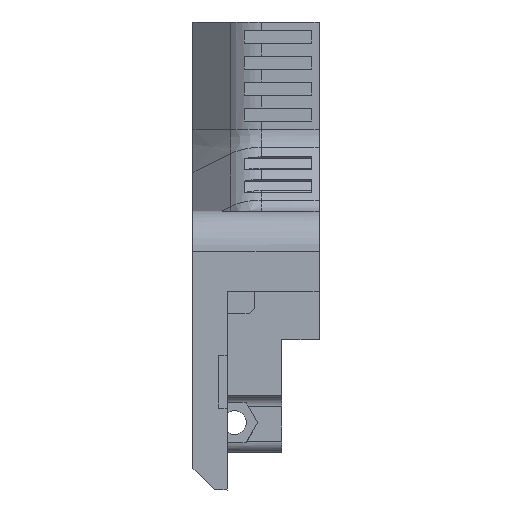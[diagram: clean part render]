
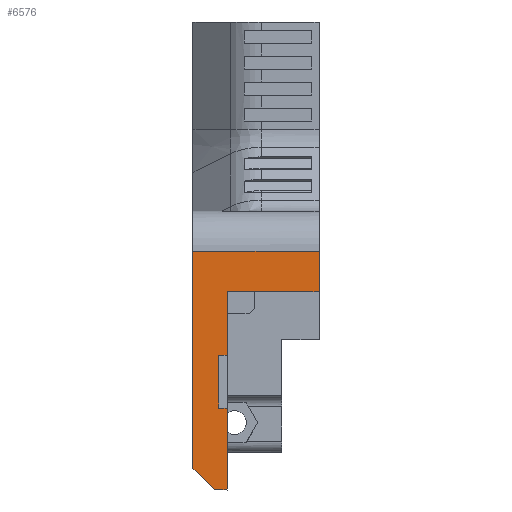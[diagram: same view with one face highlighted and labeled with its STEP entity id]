
A CAD part, front view. The second image highlights one B-rep face of the part: STEP entity #6576.
In plain terms, the highlighted planar face has unit normal (0, -1, 0).
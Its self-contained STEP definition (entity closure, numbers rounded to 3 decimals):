
#347=FACE_OUTER_BOUND('',#729,.T.);
#729=EDGE_LOOP('',(#4786,#4787,#4788,#4789,#4790,#4791,#4792,#4793,#4794,
#4795,#4796));
#1122=LINE('',#9227,#1900);
#1170=LINE('',#9350,#1948);
#1217=LINE('',#9503,#1995);
#1286=LINE('',#9697,#2064);
#1290=LINE('',#9705,#2068);
#1355=LINE('',#9904,#2133);
#1364=LINE('',#9949,#2142);
#1365=LINE('',#9951,#2143);
#1366=LINE('',#9952,#2144);
#1367=LINE('',#9953,#2145);
#1368=LINE('',#9954,#2146);
#1900=VECTOR('',#7420,10.);
#1948=VECTOR('',#7520,10.);
#1995=VECTOR('',#7623,10.);
#2064=VECTOR('',#7728,10.);
#2068=VECTOR('',#7732,10.);
#2133=VECTOR('',#7883,10.);
#2142=VECTOR('',#7928,10.);
#2143=VECTOR('',#7929,10.);
#2144=VECTOR('',#7930,10.);
#2145=VECTOR('',#7931,10.);
#2146=VECTOR('',#7932,10.);
#2675=VERTEX_POINT('',#9220);
#2678=VERTEX_POINT('',#9225);
#2727=VERTEX_POINT('',#9349);
#2794=VERTEX_POINT('',#9500);
#2795=VERTEX_POINT('',#9502);
#2865=VERTEX_POINT('',#9694);
#2866=VERTEX_POINT('',#9696);
#2869=VERTEX_POINT('',#9702);
#2870=VERTEX_POINT('',#9704);
#2943=VERTEX_POINT('',#9948);
#2944=VERTEX_POINT('',#9950);
#3331=EDGE_CURVE('',#2678,#2675,#1122,.T.);
#3392=EDGE_CURVE('',#2727,#2675,#1170,.T.);
#3463=EDGE_CURVE('',#2794,#2795,#1217,.T.);
#3545=EDGE_CURVE('',#2866,#2865,#1286,.T.);
#3549=EDGE_CURVE('',#2870,#2869,#1290,.T.);
#3631=EDGE_CURVE('',#2870,#2678,#1355,.T.);
#3653=EDGE_CURVE('',#2869,#2943,#1364,.T.);
#3654=EDGE_CURVE('',#2943,#2944,#1365,.T.);
#3655=EDGE_CURVE('',#2944,#2866,#1366,.T.);
#3656=EDGE_CURVE('',#2795,#2865,#1367,.T.);
#3657=EDGE_CURVE('',#2794,#2727,#1368,.T.);
#4786=ORIENTED_EDGE('',*,*,#3392,.T.);
#4787=ORIENTED_EDGE('',*,*,#3331,.F.);
#4788=ORIENTED_EDGE('',*,*,#3631,.F.);
#4789=ORIENTED_EDGE('',*,*,#3549,.T.);
#4790=ORIENTED_EDGE('',*,*,#3653,.T.);
#4791=ORIENTED_EDGE('',*,*,#3654,.T.);
#4792=ORIENTED_EDGE('',*,*,#3655,.T.);
#4793=ORIENTED_EDGE('',*,*,#3545,.T.);
#4794=ORIENTED_EDGE('',*,*,#3656,.F.);
#4795=ORIENTED_EDGE('',*,*,#3463,.F.);
#4796=ORIENTED_EDGE('',*,*,#3657,.T.);
#6282=PLANE('',#7020);
#6576=ADVANCED_FACE('',(#347),#6282,.F.);
#7020=AXIS2_PLACEMENT_3D('',#9947,#7926,#7927);
#7420=DIRECTION('',(-0.707,0.,0.707));
#7520=DIRECTION('',(0.,0.,-1.));
#7623=DIRECTION('',(0.,0.,-1.));
#7728=DIRECTION('',(0.,0.,1.));
#7732=DIRECTION('',(0.,0.,1.));
#7883=DIRECTION('',(-1.,0.,0.));
#7926=DIRECTION('center_axis',(0.,1.,0.));
#7927=DIRECTION('ref_axis',(0.,0.,
1.));
#7928=DIRECTION('',(-1.,0.,0.));
#7929=DIRECTION('',(0.,0.,1.));
#7930=DIRECTION('',(1.,0.,0.));
#7931=DIRECTION('',(-1.,0.,0.));
#7932=DIRECTION('',(-1.,0.,0.));
#9220=CARTESIAN_POINT('',(-17.5,-109.943,-47.861));
#9225=CARTESIAN_POINT('',(-14.5,-109.943,-50.861));
#9227=CARTESIAN_POINT('',(-21.231,-109.943,-44.13));
#9349=CARTESIAN_POINT('',(-17.5,-109.943,-17.747));
#9350=CARTESIAN_POINT('',(-17.5,-109.943,-23.464));
#9500=CARTESIAN_POINT('',(0.,-109.943,-17.747));
#9502=CARTESIAN_POINT('',(0.,-109.943,-23.361));
#9503=CARTESIAN_POINT('',(0.,-109.943,-19.105));
#9694=CARTESIAN_POINT('',(-12.75,-109.943,-23.361));
#9696=CARTESIAN_POINT('',(-12.75,-109.943,-32.142));
#9697=CARTESIAN_POINT('',(-12.75,-109.943,-33.523));
#9702=CARTESIAN_POINT('',(-12.75,-109.943,-39.494));
#9704=CARTESIAN_POINT('',(-12.75,-109.943,-50.861));
#9705=CARTESIAN_POINT('',(-12.75,-109.943,-33.523));
#9904=CARTESIAN_POINT('',(-17.5,-109.943,-50.861));
#9947=CARTESIAN_POINT('Origin',(-17.5,-109.943,-29.936));
#9948=CARTESIAN_POINT('',(-13.95,-109.943,-39.494));
#9949=CARTESIAN_POINT('',(-15.125,-109.943,-39.494));
#9950=CARTESIAN_POINT('',(-13.95,-109.943,-32.142));
#9951=CARTESIAN_POINT('',(-13.95,-109.943,-34.715));
#9952=CARTESIAN_POINT('',(-15.825,-109.943,-32.142));
#9953=CARTESIAN_POINT('',(-8.75,-109.943,-23.361));
#9954=CARTESIAN_POINT('',(-17.1,-109.943,-17.747));
